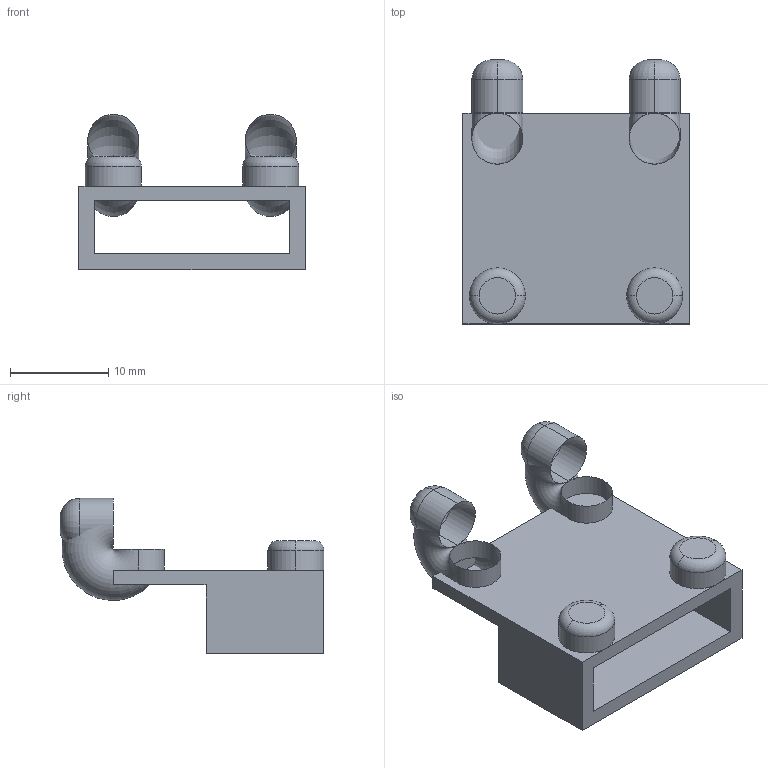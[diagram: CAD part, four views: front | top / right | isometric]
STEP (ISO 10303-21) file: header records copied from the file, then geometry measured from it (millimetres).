
FILE_DESCRIPTION (( 'STEP AP203' ), '1' );
FILE_NAME ('橙喜.ST', '2026-01-10T03:32:09', ( '' ), ( '' ), 'SwSTEP 2.0', 'SolidWorks 2025', '' );
FILE_SCHEMA (( 'CONFIG_CONTROL_DESIGN' ));
Length unit declared in the file: millimetre
Products named in the file (1): 卷尺
Bounding box: 23 x 26.85 x 15.8 mm (x, y, z)
Volume: 1530.8 mm3; surface area: 2791.4 mm2
Topology: 3 solids, 3 shells, 40 faces, 95 edges, 56 vertices
Faces by surface type: plane 17, cylinder 13, torus 10
Entity records: 1206 total; most frequent: DIRECTION 219, CARTESIAN_POINT 188, ORIENTED_EDGE 182, EDGE_CURVE 91, AXIS2_PLACEMENT_3D 87, VERTEX_POINT 56, CIRCLE 46, LINE 45
